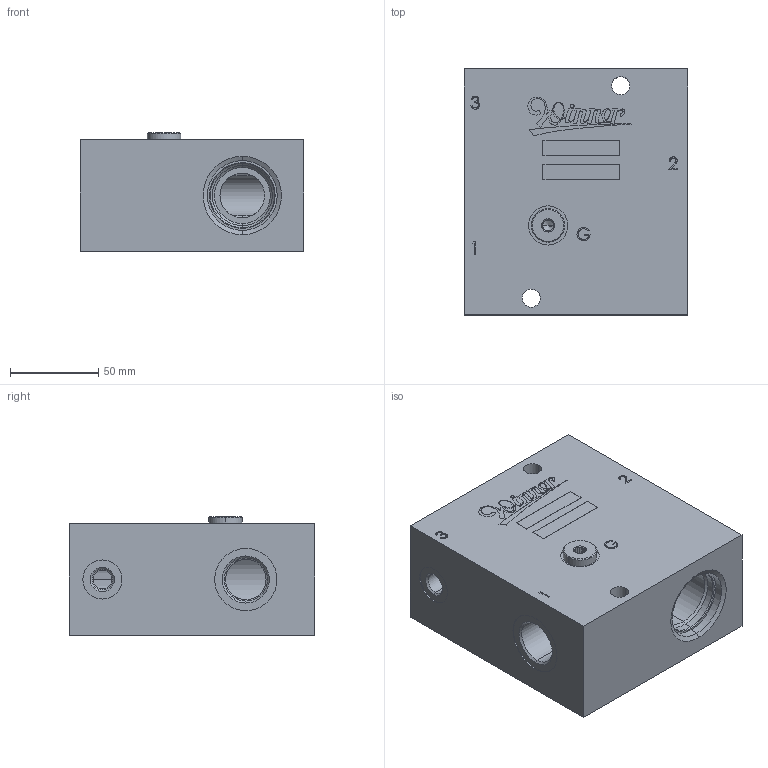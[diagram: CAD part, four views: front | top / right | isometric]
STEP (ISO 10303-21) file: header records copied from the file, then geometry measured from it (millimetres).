
FILE_DESCRIPTION (( 'STEP AP203' ), '1' );
FILE_NAME ('ML-240-PPC-17A3-16A2-G06AG-Z01.STEP', '2026-02-26T05:11:32', ( '' ), ( '' ), 'SwSTEP 2.0', 'SolidWorks 2018', '' );
FILE_SCHEMA (( 'CONFIG_CONTROL_DESIGN' ));
Length unit declared in the file: millimetre
Products named in the file (5): 6DBG02A001; 6EF240PPCG06A001; 7DBG02A001; ML-240-PPC-17A3-16A2-G06AG-Z01; 4KE161101A001
Assembly tree (4 placements, depth 3):
  ML-240-PPC-17A3-16A2-G06AG-Z01
    6EF240PPCG06A001
    7DBG02A001
      4KE161101A001
      6DBG02A001
Bounding box: 127 x 139.7 x 67.5 mm (x, y, z)
Volume: 897900.5 mm3; surface area: 100704 mm2
Topology: 3 solids, 3 shells, 426 faces, 1138 edges, 734 vertices
Faces by surface type: cylinder 224, plane 116, cone 52, bspline 30, torus 4
Entity records: 18189 total; most frequent: CARTESIAN_POINT 6972, ORIENTED_EDGE 2272, DIRECTION 2269, EDGE_CURVE 1136, AXIS2_PLACEMENT_3D 862, VERTEX_POINT 734, VECTOR 545, LINE 545
